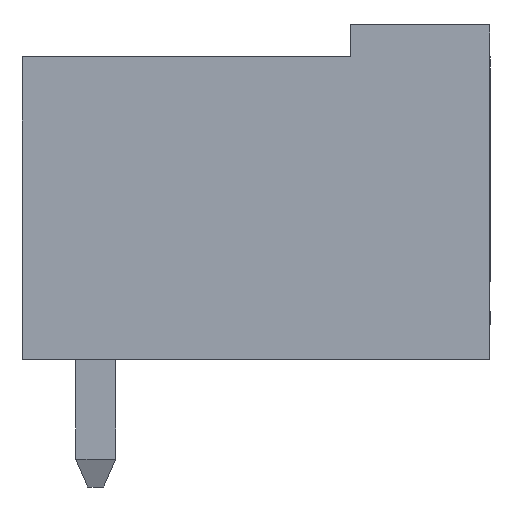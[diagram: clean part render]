
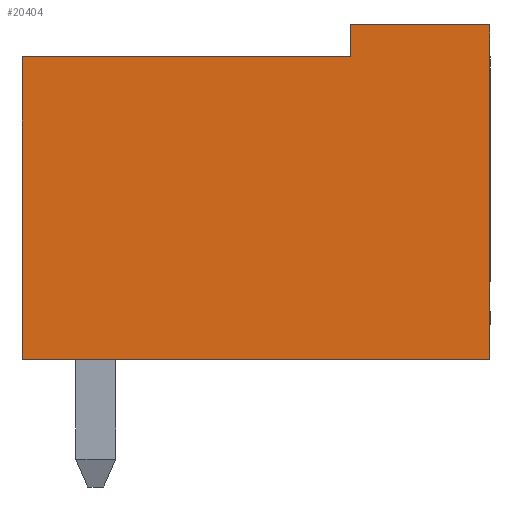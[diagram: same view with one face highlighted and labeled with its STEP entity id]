
A CAD part, left-side view. The second image highlights one B-rep face of the part: STEP entity #20404.
In plain terms, the highlighted planar face has unit normal (-1, 0, 0).
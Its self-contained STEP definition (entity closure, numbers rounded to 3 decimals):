
#20394=AXIS2_PLACEMENT_3D('Plane Axis2P3D',#20391,#20392,#20393) ;
#553=CARTESIAN_POINT('Vertex',(0.,0.,11.6)) ;
#556=CARTESIAN_POINT('Line Origine',(0.,0.,7.4)) ;
#560=CARTESIAN_POINT('Vertex',(0.,0.,3.2)) ;
#2655=CARTESIAN_POINT('Vertex',(0.,3.5,11.6)) ;
#2658=CARTESIAN_POINT('Line Origine',(0.,1.75,11.6)) ;
#3357=CARTESIAN_POINT('Vertex',(0.,11.75,10.8)) ;
#3360=CARTESIAN_POINT('Line Origine',(0.,7.625,10.8)) ;
#3364=CARTESIAN_POINT('Vertex',(0.,3.5,10.8)) ;
#4837=CARTESIAN_POINT('Vertex',(0.,11.75,3.2)) ;
#4840=CARTESIAN_POINT('Line Origine',(0.,11.75,7.)) ;
#5507=CARTESIAN_POINT('Line Origine',(0.,5.875,3.2)) ;
#20098=CARTESIAN_POINT('Line Origine',(0.,3.5,11.2)) ;
#20391=CARTESIAN_POINT('Axis2P3D Location',(0.,0.,0.)) ;
#557=DIRECTION('Vector Direction',(0.,0.,-1.)) ;
#2659=DIRECTION('Vector Direction',(0.,-1.,0.)) ;
#3361=DIRECTION('Vector Direction',(0.,-1.,0.)) ;
#4841=DIRECTION('Vector Direction',(0.,0.,1.)) ;
#5508=DIRECTION('Vector Direction',(0.,1.,0.)) ;
#20099=DIRECTION('Vector Direction',(0.,0.,1.)) ;
#20392=DIRECTION('Axis2P3D Direction',(-1.,0.,0.)) ;
#20393=DIRECTION('Axis2P3D XDirection',(0.,-1.,0.)) ;
#558=VECTOR('Line Direction',#557,1.) ;
#2660=VECTOR('Line Direction',#2659,1.) ;
#3362=VECTOR('Line Direction',#3361,1.) ;
#4842=VECTOR('Line Direction',#4841,1.) ;
#5509=VECTOR('Line Direction',#5508,1.) ;
#20100=VECTOR('Line Direction',#20099,1.) ;
#20397=ORIENTED_EDGE('',*,*,#20102,.T.) ;
#20398=ORIENTED_EDGE('',*,*,#3366,.T.) ;
#20399=ORIENTED_EDGE('',*,*,#4844,.T.) ;
#20400=ORIENTED_EDGE('',*,*,#5511,.T.) ;
#20401=ORIENTED_EDGE('',*,*,#562,.T.) ;
#20402=ORIENTED_EDGE('',*,*,#2662,.T.) ;
#20404=ADVANCED_FACE('HOUSING',(#20403),#20395,.T.) ;
#562=EDGE_CURVE('',#561,#554,#559,.F.) ;
#2662=EDGE_CURVE('',#554,#2656,#2661,.F.) ;
#3366=EDGE_CURVE('',#3365,#3358,#3363,.F.) ;
#4844=EDGE_CURVE('',#3358,#4838,#4843,.F.) ;
#5511=EDGE_CURVE('',#4838,#561,#5510,.F.) ;
#20102=EDGE_CURVE('',#2656,#3365,#20101,.F.) ;
#20396=EDGE_LOOP('',(#20397,#20398,#20399,#20400,#20401,#20402)) ;
#20403=FACE_OUTER_BOUND('',#20396,.T.) ;
#559=LINE('Line',#556,#558) ;
#2661=LINE('Line',#2658,#2660) ;
#3363=LINE('Line',#3360,#3362) ;
#4843=LINE('Line',#4840,#4842) ;
#5510=LINE('Line',#5507,#5509) ;
#20101=LINE('Line',#20098,#20100) ;
#20395=PLANE('',#20394) ;
#554=VERTEX_POINT('',#553) ;
#561=VERTEX_POINT('',#560) ;
#2656=VERTEX_POINT('',#2655) ;
#3358=VERTEX_POINT('',#3357) ;
#3365=VERTEX_POINT('',#3364) ;
#4838=VERTEX_POINT('',#4837) ;
